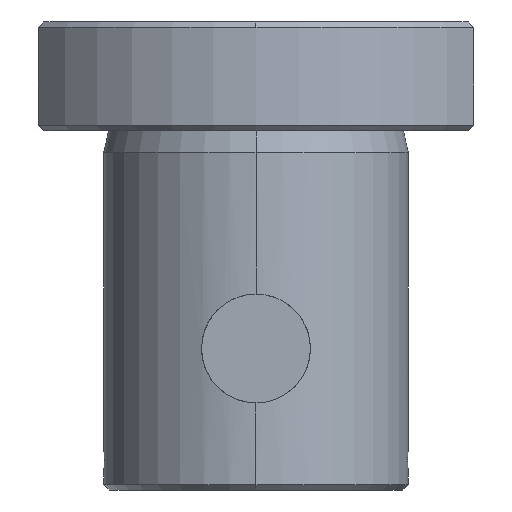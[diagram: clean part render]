
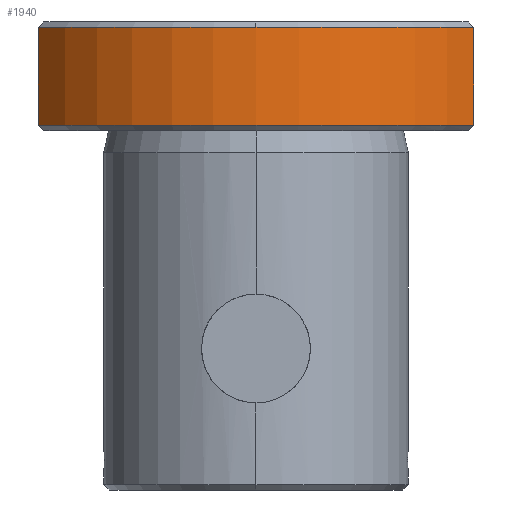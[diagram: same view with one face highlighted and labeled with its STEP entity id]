
A CAD part, left-side view. The second image highlights one B-rep face of the part: STEP entity #1940.
In plain terms, the highlighted cylindrical face has radius 24 mm (diameter 48 mm), a partial arc.
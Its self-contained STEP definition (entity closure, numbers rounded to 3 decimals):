
#134 = EDGE_CURVE ( 'NONE', #3468, #9227, #6256, .T. ) ;
#355 = DIRECTION ( 'NONE',  ( 1., 0., 0. ) ) ;
#360 = VERTEX_POINT ( 'NONE', #8952 ) ;
#418 = EDGE_CURVE ( 'NONE', #360, #1891, #3663, .T. ) ;
#602 = CARTESIAN_POINT ( 'NONE',  ( -13.266, -20., -0.5 ) ) ;
#669 = DIRECTION ( 'NONE',  ( -1., 0., 0. ) ) ;
#721 = VERTEX_POINT ( 'NONE', #4193 ) ;
#954 = ORIENTED_EDGE ( 'NONE', *, *, #2904, .T. ) ;
#1891 = VERTEX_POINT ( 'NONE', #5408 ) ;
#1940 = ADVANCED_FACE ( 'NONE', ( #6509 ), #4357, .T. ) ;
#2686 = AXIS2_PLACEMENT_3D ( 'NONE', #9348, #5041, #669 ) ;
#2747 = CARTESIAN_POINT ( 'NONE',  ( -13.266, -20., 0. ) ) ;
#2820 = ORIENTED_EDGE ( 'NONE', *, *, #3554, .T. ) ;
#2904 = EDGE_CURVE ( 'NONE', #1891, #721, #5053, .T. ) ;
#2938 = EDGE_LOOP ( 'NONE', ( #6442, #6887, #2820, #4992, #954 ) ) ;
#3426 = VECTOR ( 'NONE', #6792, 1000. ) ;
#3468 = VERTEX_POINT ( 'NONE', #602 ) ;
#3554 = EDGE_CURVE ( 'NONE', #9227, #360, #4004, .T. ) ;
#3567 = CARTESIAN_POINT ( 'NONE',  ( 0., 0., -0.5 ) ) ;
#3663 = LINE ( 'NONE', #6978, #3426 ) ;
#4004 = CIRCLE ( 'NONE', #7375, 24. ) ;
#4193 = CARTESIAN_POINT ( 'NONE',  ( -13.266, -20., -9.5 ) ) ;
#4289 = DIRECTION ( 'NONE',  ( 1., 0., 0. ) ) ;
#4345 = EDGE_CURVE ( 'NONE', #721, #3468, #5056, .T. ) ;
#4357 = CYLINDRICAL_SURFACE ( 'NONE', #8888, 24. ) ;
#4947 = DIRECTION ( 'NONE',  ( 0., 0., 1. ) ) ;
#4992 = ORIENTED_EDGE ( 'NONE', *, *, #418, .T. ) ;
#5041 = DIRECTION ( 'NONE',  ( 0., 0., 1. ) ) ;
#5053 = CIRCLE ( 'NONE', #2686, 24. ) ;
#5056 = LINE ( 'NONE', #2747, #8196 ) ;
#5408 = CARTESIAN_POINT ( 'NONE',  ( -13.266, 20., -9.5 ) ) ;
#5932 = DIRECTION ( 'NONE',  ( 1., 0., 0. ) ) ;
#6256 = CIRCLE ( 'NONE', #7287, 24. ) ;
#6261 = DIRECTION ( 'NONE',  ( 0., 0., -1. ) ) ;
#6296 = CARTESIAN_POINT ( 'NONE',  ( 0., 0., -0.5 ) ) ;
#6442 = ORIENTED_EDGE ( 'NONE', *, *, #4345, .T. ) ;
#6509 = FACE_OUTER_BOUND ( 'NONE', #2938, .T. ) ;
#6792 = DIRECTION ( 'NONE',  ( 0., 0., -1. ) ) ;
#6878 = DIRECTION ( 'NONE',  ( 0., 0., 1. ) ) ;
#6887 = ORIENTED_EDGE ( 'NONE', *, *, #134, .T. ) ;
#6978 = CARTESIAN_POINT ( 'NONE',  ( -13.266, 20., 0. ) ) ;
#7287 = AXIS2_PLACEMENT_3D ( 'NONE', #6296, #6261, #5932 ) ;
#7375 = AXIS2_PLACEMENT_3D ( 'NONE', #3567, #8610, #4289 ) ;
#8196 = VECTOR ( 'NONE', #4947, 1000. ) ;
#8592 = CARTESIAN_POINT ( 'NONE',  ( -24., 0., -0.5 ) ) ;
#8610 = DIRECTION ( 'NONE',  ( 0., 0., -1. ) ) ;
#8888 = AXIS2_PLACEMENT_3D ( 'NONE', #9034, #6878, #355 ) ;
#8952 = CARTESIAN_POINT ( 'NONE',  ( -13.266, 20., -0.5 ) ) ;
#9034 = CARTESIAN_POINT ( 'NONE',  ( 0., 0., 0. ) ) ;
#9227 = VERTEX_POINT ( 'NONE', #8592 ) ;
#9348 = CARTESIAN_POINT ( 'NONE',  ( 0., 0., -9.5 ) ) ;
